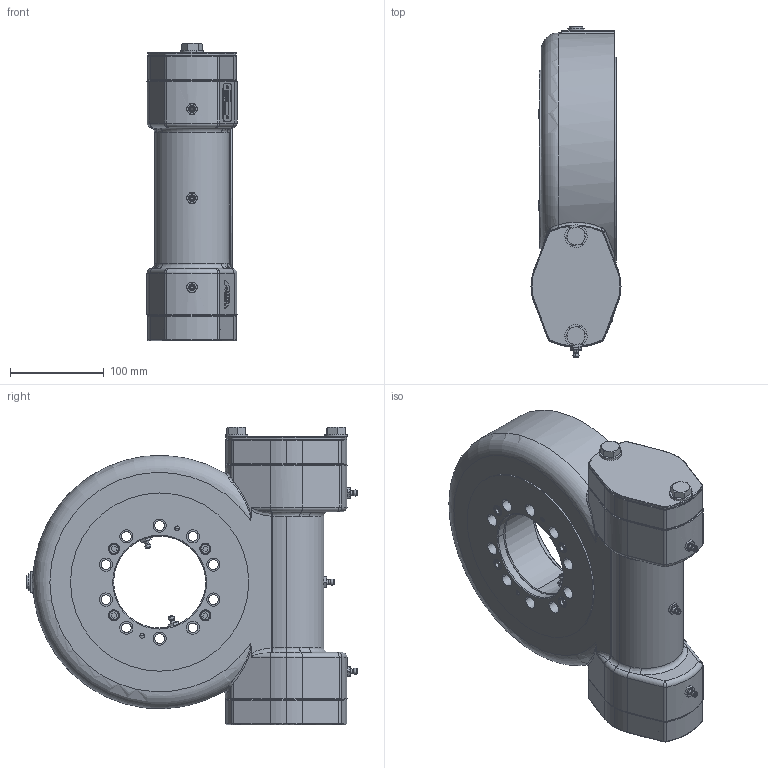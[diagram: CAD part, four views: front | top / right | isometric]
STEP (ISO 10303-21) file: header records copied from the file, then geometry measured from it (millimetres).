
FILE_DESCRIPTION (( 'STEP AP214' ), '1' );
FILE_NAME ('BE236-Z1 - SH.STEP', '2017-06-13T10:03:33', ( '' ), ( '' ), 'SwSTEP 2.0', 'SolidWorks 2015', '' );
FILE_SCHEMA (( 'AUTOMOTIVE_DESIGN' ));
Length unit declared in the file: millimetre
Products named in the file (1): BE236-Z1 - SH
Bounding box: 96 x 353 x 317 mm (x, y, z)
Surface area: 381965.2 mm2 (no closed solid volume)
Topology: 0 solids, 49 shells, 755 faces, 2454 edges, 1739 vertices
Faces by surface type: plane 241, cylinder 234, torus 129, cone 107, bspline 34, sphere 10
Entity records: 39721 total; most frequent: CARTESIAN_POINT 10284, DIRECTION 4408, ORIENTED_EDGE 3955, EDGE_CURVE 2450, VERTEX_POINT 1739, AXIS2_PLACEMENT_3D 1658, VECTOR 1092, LINE 1092
